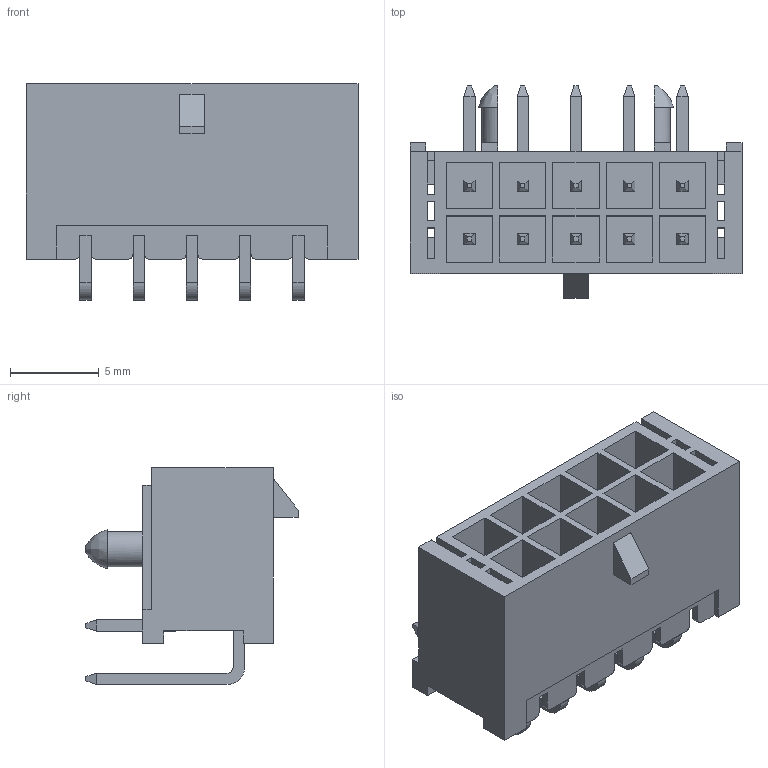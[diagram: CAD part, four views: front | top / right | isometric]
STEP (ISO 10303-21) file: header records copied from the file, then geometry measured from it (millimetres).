
FILE_DESCRIPTION( ( 'Unknown' ), '1' );
FILE_NAME( '66201021022.stp', 'Unknown', ( 'Quentin LAIDEBEUR' ), ( 'WE' ), 'PSStep 15.0.49', 'Sample-box', ' ' );
FILE_SCHEMA( ( 'AUTOMOTIVE_DESIGN { 1 0 10303 214 1 1 1 1 }' ) );
Length unit declared in the file: millimetre
Products named in the file (4): Assem1; 662010235922; 6620xx21022_PIN_COURTE; 6620xx21022_PIN_LONGUE
Assembly tree (11 placements, depth 2):
  Assem1
    662010235922
    6620xx21022_PIN_COURTE  x5
    6620xx21022_PIN_LONGUE  x5
Bounding box: 18.7 x 11.96 x 12.22 mm (x, y, z)
Volume: 723 mm3; surface area: 2181.3 mm2
Topology: 11 solids, 11 shells, 449 faces, 1220 edges, 786 vertices
Faces by surface type: plane 405, cylinder 42, bspline 2
Entity records: 12652 total; most frequent: CARTESIAN_POINT 1841, ORIENTED_EDGE 1800, DIRECTION 1592, EDGE_CURVE 900, LINE 838, VECTOR 838, VERTEX_POINT 594, AXIS2_PLACEMENT_3D 377
